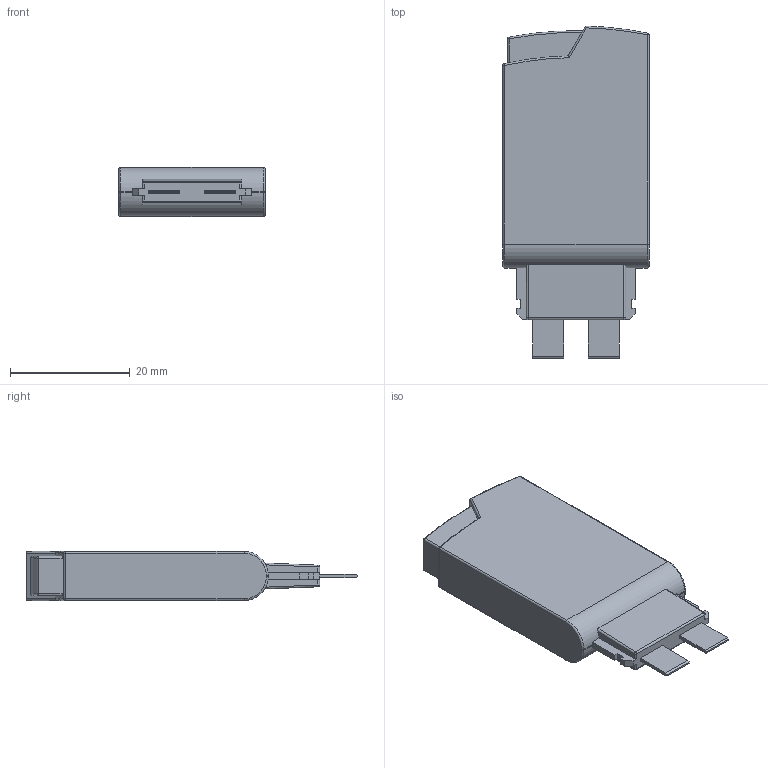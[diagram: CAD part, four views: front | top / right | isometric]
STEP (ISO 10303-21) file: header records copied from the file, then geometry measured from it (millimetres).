
FILE_DESCRIPTION (( 'STEP AP214' ), '1' );
FILE_NAME ('435T0025_DN-SUPP-P25.STEP', '2014-05-27T08:10:34', ( '' ), ( '' ), 'SwSTEP 2.0', 'SolidWorks 2013', '' );
FILE_SCHEMA (( 'AUTOMOTIVE_DESIGN' ));
Length unit declared in the file: millimetre
Products named in the file (1): 435T0025_DN-SUPP-P25
Bounding box: 24.4 x 55.38 x 8.2 mm (x, y, z)
Volume: 8274.1 mm3; surface area: 3375.1 mm2
Topology: 1 solids, 1 shells, 95 faces, 235 edges, 140 vertices
Faces by surface type: plane 47, cylinder 28, torus 10, sphere 10
Entity records: 3702 total; most frequent: CARTESIAN_POINT 527, DIRECTION 483, ORIENTED_EDGE 462, EDGE_CURVE 231, AXIS2_PLACEMENT_3D 168, VECTOR 147, LINE 147, VERTEX_POINT 140
